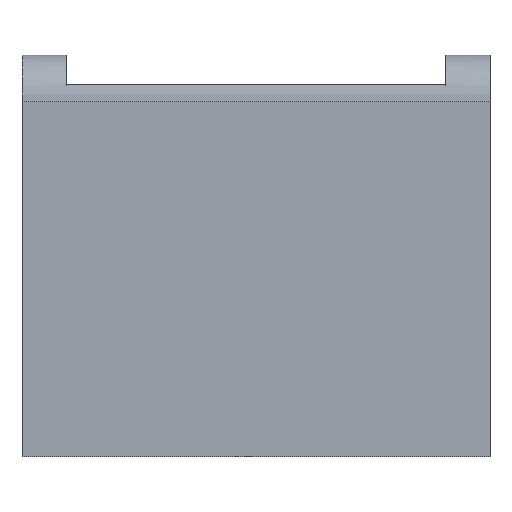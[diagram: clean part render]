
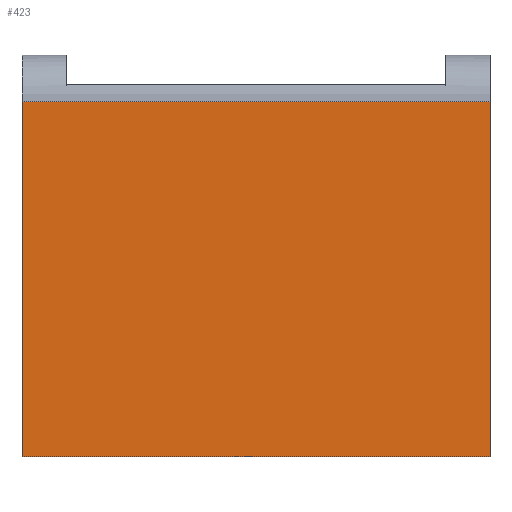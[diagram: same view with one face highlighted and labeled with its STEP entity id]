
A CAD part, left-side view. The second image highlights one B-rep face of the part: STEP entity #423.
In plain terms, the highlighted planar face has unit normal (-1, 0, 0).
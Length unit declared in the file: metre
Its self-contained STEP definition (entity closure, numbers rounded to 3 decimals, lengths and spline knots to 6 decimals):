
#53=ORIENTED_EDGE('',*,*,#169,.F.);
#54=ORIENTED_EDGE('',*,*,#170,.T.);
#55=ORIENTED_EDGE('',*,*,#171,.T.);
#56=ORIENTED_EDGE('',*,*,#156,.F.);
#156=EDGE_CURVE('',#216,#213,#256,.T.);
#169=EDGE_CURVE('',#225,#216,#269,.T.);
#170=EDGE_CURVE('',#225,#226,#270,.T.);
#171=EDGE_CURVE('',#226,#213,#271,.T.);
#213=VERTEX_POINT('',#625);
#216=VERTEX_POINT('',#630);
#225=VERTEX_POINT('',#657);
#226=VERTEX_POINT('',#659);
#256=LINE('',#631,#312);
#269=LINE('',#656,#325);
#270=LINE('',#658,#326);
#271=LINE('',#660,#327);
#312=VECTOR('',#504,1.);
#325=VECTOR('',#525,1.);
#326=VECTOR('',#526,1.);
#327=VECTOR('',#527,1.);
#356=EDGE_LOOP('',(#53,#54,#55,#56));
#380=FACE_BOUND('',#356,.T.);
#402=PLANE('',#458);
#423=ADVANCED_FACE('',(#380),#402,.F.);
#458=AXIS2_PLACEMENT_3D('',#655,#523,#524);
#504=DIRECTION('',(0.,1.,0.));
#523=DIRECTION('',(1.,0.,0.));
#524=DIRECTION('',(0.,0.,-1.));
#525=DIRECTION('',(0.,0.,-1.));
#526=DIRECTION('',(0.,1.,0.));
#527=DIRECTION('',(0.,0.,-1.));
#625=CARTESIAN_POINT('',(-0.05,0.,0.));
#630=CARTESIAN_POINT('',(-0.05,-0.1,0.));
#631=CARTESIAN_POINT('',(-0.05,-0.1,0.));
#655=CARTESIAN_POINT('',(-0.05,-0.1,0.05));
#656=CARTESIAN_POINT('',(-0.05,-0.1,0.05));
#657=CARTESIAN_POINT('',(-0.05,-0.1,0.075858));
#658=CARTESIAN_POINT('',(-0.05,-0.0905,0.075858));
#659=CARTESIAN_POINT('',(-0.05,0.,0.075858));
#660=CARTESIAN_POINT('',(-0.05,0.,0.05));
